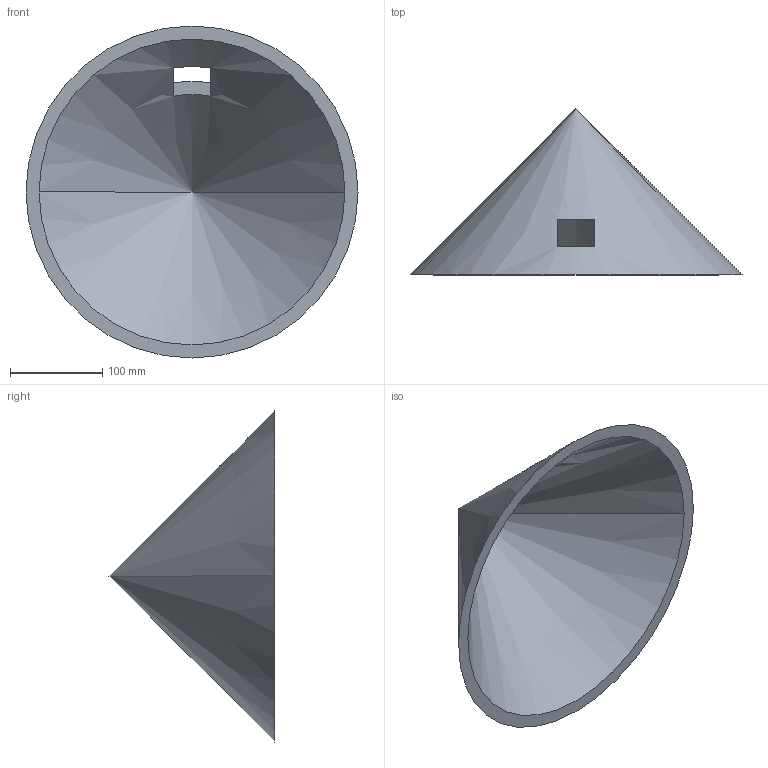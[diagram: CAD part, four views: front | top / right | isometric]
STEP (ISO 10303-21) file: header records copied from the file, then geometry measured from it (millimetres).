
FILE_DESCRIPTION (( 'STEP AP214' ), '1' );
FILE_NAME ('Shell_test.STEP', '2025-07-21T15:58:21', ( '' ), ( '' ), 'SwSTEP 2.0', 'SolidWorks 2025', '' );
FILE_SCHEMA (( 'AUTOMOTIVE_DESIGN' ));
Length unit declared in the file: millimetre
Products named in the file (1): Shell_test
Bounding box: 360 x 180 x 360 mm (x, y, z)
Volume: 1312317 mm3; surface area: 280121.1 mm2
Topology: 1 solids, 1 shells, 9 faces, 24 edges, 14 vertices
Faces by surface type: plane 5, cone 4
Entity records: 289 total; most frequent: CARTESIAN_POINT 56, DIRECTION 44, ORIENTED_EDGE 40, EDGE_CURVE 20, AXIS2_PLACEMENT_3D 18, VERTEX_POINT 14, EDGE_LOOP 12, FACE_OUTER_BOUND 9
